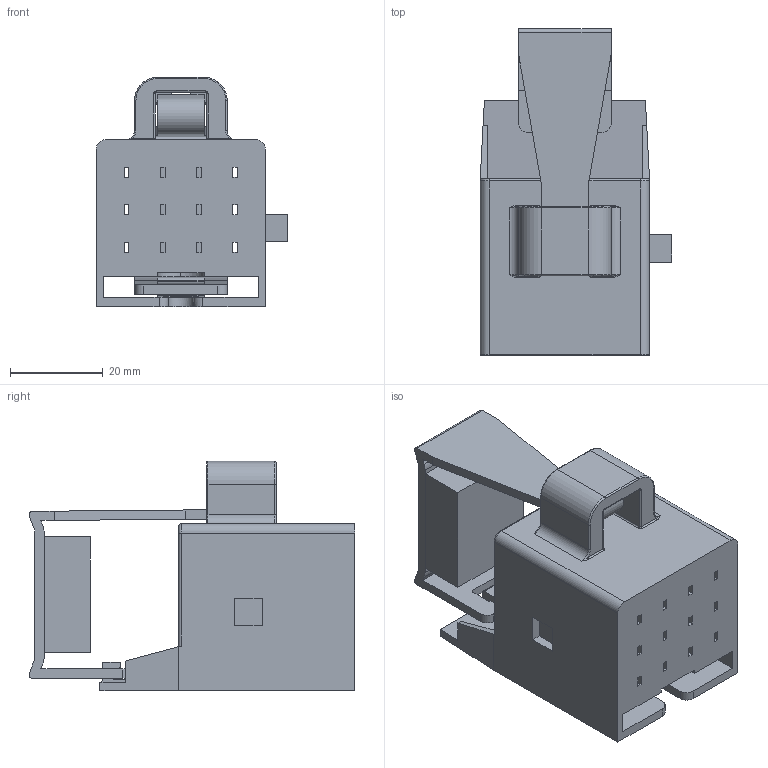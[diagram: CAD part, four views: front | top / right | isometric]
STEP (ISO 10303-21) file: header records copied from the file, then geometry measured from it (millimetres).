
FILE_DESCRIPTION (( 'STEP AP203' ), '1' );
FILE_NAME ('1.017.055.1000_12 pin Socked Waterproof.STEP', '2021-02-22T17:05:31', ( '' ), ( '' ), 'SwSTEP 2.0', 'SolidWorks 2019', '' );
FILE_SCHEMA (( 'CONFIG_CONTROL_DESIGN' ));
Length unit declared in the file: millimetre
Products named in the file (5): 502431_Spannbügel ISO280 26mm SNAP IN; Dichtung; 502430_Wasserdichter Stecksockel ISO280_für Kunden; Druckstück; 1.017.055.1000_12 pin Socked Waterproof
Assembly tree (4 placements, depth 2):
  1.017.055.1000_12 pin Socked Waterproof
    502430_Wasserdichter Stecksockel ISO280_für Kunden
    Dichtung
    502431_Spannbügel ISO280 26mm SNAP IN
    Druckstück
Bounding box: 41.3 x 70.3 x 49.5 mm (x, y, z)
Volume: 50292.1 mm3; surface area: 23438.1 mm2
Topology: 4 solids, 4 shells, 263 faces, 721 edges, 463 vertices
Faces by surface type: plane 163, cylinder 78, torus 16, bspline 6
Entity records: 8923 total; most frequent: CARTESIAN_POINT 1716, ORIENTED_EDGE 1434, DIRECTION 1342, EDGE_CURVE 717, LINE 532, VECTOR 532, VERTEX_POINT 463, AXIS2_PLACEMENT_3D 405
